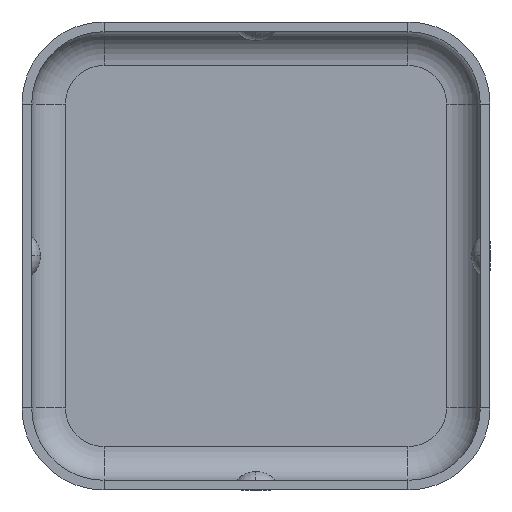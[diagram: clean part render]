
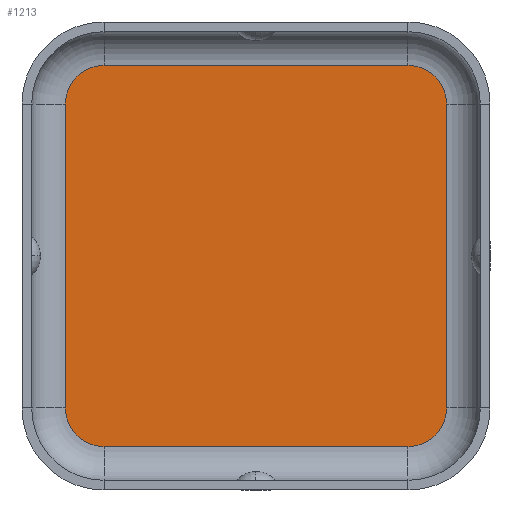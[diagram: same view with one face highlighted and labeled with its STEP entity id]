
A CAD part, front view. The second image highlights one B-rep face of the part: STEP entity #1213.
In plain terms, the highlighted planar face has unit normal (0, -1, 0).
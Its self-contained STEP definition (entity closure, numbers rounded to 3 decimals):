
#25 = ORIENTED_EDGE ( 'NONE', *, *, #1355, .F. ) ;
#61 = ORIENTED_EDGE ( 'NONE', *, *, #1509, .F. ) ;
#63 = CARTESIAN_POINT ( 'NONE',  ( 3.95, -0.2, 3.15 ) ) ;
#94 = CIRCLE ( 'NONE', #200, 0.8 ) ;
#105 = CARTESIAN_POINT ( 'NONE',  ( 3.15, -0.2, -3.95 ) ) ;
#167 = VERTEX_POINT ( 'NONE', #1549 ) ;
#172 = EDGE_CURVE ( 'NONE', #167, #430, #605, .T. ) ;
#178 = DIRECTION ( 'NONE',  ( 0., 1., 0. ) ) ;
#200 = AXIS2_PLACEMENT_3D ( 'NONE', #943, #567, #442 ) ;
#288 = DIRECTION ( 'NONE',  ( 0., 0., 1. ) ) ;
#309 = LINE ( 'NONE', #63, #1039 ) ;
#347 = DIRECTION ( 'NONE',  ( -1., 0., 0. ) ) ;
#375 = ORIENTED_EDGE ( 'NONE', *, *, #172, .F. ) ;
#382 = LINE ( 'NONE', #1019, #1328 ) ;
#413 = VERTEX_POINT ( 'NONE', #533 ) ;
#430 = VERTEX_POINT ( 'NONE', #515 ) ;
#438 = VERTEX_POINT ( 'NONE', #1373 ) ;
#442 = DIRECTION ( 'NONE',  ( 1., 0., 0. ) ) ;
#456 = VERTEX_POINT ( 'NONE', #1507 ) ;
#472 = ORIENTED_EDGE ( 'NONE', *, *, #658, .F. ) ;
#475 = DIRECTION ( 'NONE',  ( -1., 0., 0. ) ) ;
#498 = AXIS2_PLACEMENT_3D ( 'NONE', #928, #178, #1172 ) ;
#511 = VERTEX_POINT ( 'NONE', #1427 ) ;
#515 = CARTESIAN_POINT ( 'NONE',  ( 3.95, -0.2, 3.15 ) ) ;
#533 = CARTESIAN_POINT ( 'NONE',  ( -3.15, -0.2, -3.95 ) ) ;
#567 = DIRECTION ( 'NONE',  ( 0., 1., 0. ) ) ;
#581 = DIRECTION ( 'NONE',  ( 0., 0., -1. ) ) ;
#597 = EDGE_CURVE ( 'NONE', #430, #456, #309, .T. ) ;
#605 = CIRCLE ( 'NONE', #498, 0.8 ) ;
#635 = CARTESIAN_POINT ( 'NONE',  ( -3.95, -0.2, 3.15 ) ) ;
#658 = EDGE_CURVE ( 'NONE', #456, #511, #94, .T. ) ;
#698 = VECTOR ( 'NONE', #347, 1000. ) ;
#705 = VERTEX_POINT ( 'NONE', #824 ) ;
#710 = DIRECTION ( 'NONE',  ( 0., -1., 0. ) ) ;
#713 = VECTOR ( 'NONE', #1169, 1000. ) ;
#796 = CARTESIAN_POINT ( 'NONE',  ( -3.15, -0.2, 3.95 ) ) ;
#815 = ORIENTED_EDGE ( 'NONE', *, *, #597, .F. ) ;
#824 = CARTESIAN_POINT ( 'NONE',  ( -3.15, -0.2, 3.95 ) ) ;
#855 = ORIENTED_EDGE ( 'NONE', *, *, #1417, .F. ) ;
#858 = DIRECTION ( 'NONE',  ( 0., 1., 0. ) ) ;
#876 = DIRECTION ( 'NONE',  ( 0., 0., -1. ) ) ;
#883 = LINE ( 'NONE', #105, #698 ) ;
#928 = CARTESIAN_POINT ( 'NONE',  ( 3.15, -0.2, 3.15 ) ) ;
#943 = CARTESIAN_POINT ( 'NONE',  ( 3.15, -0.2, -3.15 ) ) ;
#944 = LINE ( 'NONE', #796, #713 ) ;
#979 = CIRCLE ( 'NONE', #1114, 0.8 ) ;
#1019 = CARTESIAN_POINT ( 'NONE',  ( -3.95, -0.2, -3.15 ) ) ;
#1026 = EDGE_CURVE ( 'NONE', #438, #1539, #382, .T. ) ;
#1039 = VECTOR ( 'NONE', #581, 1000. ) ;
#1063 = CARTESIAN_POINT ( 'NONE',  ( -3.15, -0.2, -3.15 ) ) ;
#1077 = EDGE_CURVE ( 'NONE', #705, #167, #944, .T. ) ;
#1097 = FACE_OUTER_BOUND ( 'NONE', #1479, .T. ) ;
#1113 = CARTESIAN_POINT ( 'NONE',  ( -3.15, -0.2, -3.15 ) ) ;
#1114 = AXIS2_PLACEMENT_3D ( 'NONE', #1113, #1237, #876 ) ;
#1169 = DIRECTION ( 'NONE',  ( 1., 0., 0. ) ) ;
#1172 = DIRECTION ( 'NONE',  ( 0., 0., 1. ) ) ;
#1184 = ORIENTED_EDGE ( 'NONE', *, *, #1077, .F. ) ;
#1213 = ADVANCED_FACE ( 'NONE', ( #1097 ), #1320, .T. ) ;
#1237 = DIRECTION ( 'NONE',  ( 0., 1., 0. ) ) ;
#1252 = AXIS2_PLACEMENT_3D ( 'NONE', #1589, #858, #475 ) ;
#1320 = PLANE ( 'NONE',  #1547 ) ;
#1328 = VECTOR ( 'NONE', #288, 1000. ) ;
#1344 = CIRCLE ( 'NONE', #1252, 0.8 ) ;
#1355 = EDGE_CURVE ( 'NONE', #511, #413, #883, .T. ) ;
#1373 = CARTESIAN_POINT ( 'NONE',  ( -3.95, -0.2, -3.15 ) ) ;
#1417 = EDGE_CURVE ( 'NONE', #1539, #705, #1344, .T. ) ;
#1427 = CARTESIAN_POINT ( 'NONE',  ( 3.15, -0.2, -3.95 ) ) ;
#1465 = DIRECTION ( 'NONE',  ( 0., 0., -1. ) ) ;
#1479 = EDGE_LOOP ( 'NONE', ( #375, #1184, #855, #1556, #61, #25, #472, #815 ) ) ;
#1507 = CARTESIAN_POINT ( 'NONE',  ( 3.95, -0.2, -3.15 ) ) ;
#1509 = EDGE_CURVE ( 'NONE', #413, #438, #979, .T. ) ;
#1539 = VERTEX_POINT ( 'NONE', #635 ) ;
#1547 = AXIS2_PLACEMENT_3D ( 'NONE', #1063, #710, #1465 ) ;
#1549 = CARTESIAN_POINT ( 'NONE',  ( 3.15, -0.2, 3.95 ) ) ;
#1556 = ORIENTED_EDGE ( 'NONE', *, *, #1026, .F. ) ;
#1589 = CARTESIAN_POINT ( 'NONE',  ( -3.15, -0.2, 3.15 ) ) ;
